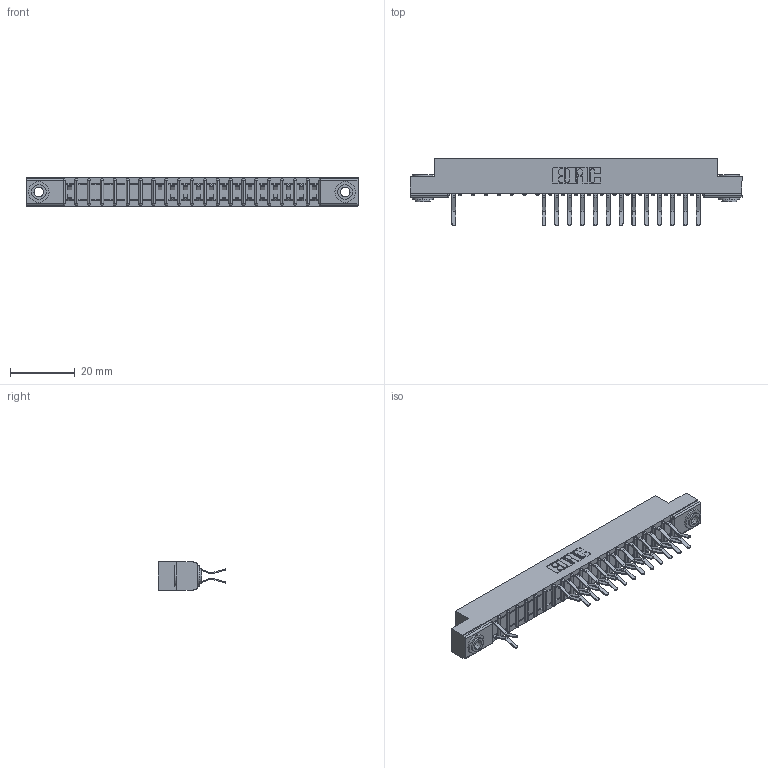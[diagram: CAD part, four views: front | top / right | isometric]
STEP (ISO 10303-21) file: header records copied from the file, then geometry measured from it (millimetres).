
FILE_DESCRIPTION (( 'STEP AP203' ), '1' );
FILE_NAME ('307-040-560-203.STEP', '2018-08-05T15:18:47', ( '' ), ( '' ), 'SwSTEP 2.0', 'SolidWorks 2016', '' );
FILE_SCHEMA (( 'CONFIG_CONTROL_DESIGN' ));
Length unit declared in the file: inch
Products named in the file (4): 307 Part_.156 Dia Mounting Holes; 307-290-001_560; 345-250-002_345-250-002-102; 307-040-560-203
Assembly tree (30 placements, depth 2):
  307-040-560-203
    307 Part_.156 Dia Mounting Holes
    307-290-001_560  x27
    345-250-002_345-250-002-102  x2
Bounding box: 102.26 x 20.73 x 8.71 mm (x, y, z)
Volume: 6555.8 mm3; surface area: 10932.5 mm2
Topology: 30 solids, 30 shells, 1671 faces, 4685 edges, 3026 vertices
Faces by surface type: plane 1063, cylinder 558, sphere 42, cone 8
Entity records: 21251 total; most frequent: CARTESIAN_POINT 3520, ORIENTED_EDGE 3490, DIRECTION 3459, EDGE_CURVE 1745, VECTOR 1321, LINE 1321, VERTEX_POINT 1130, AXIS2_PLACEMENT_3D 1069
